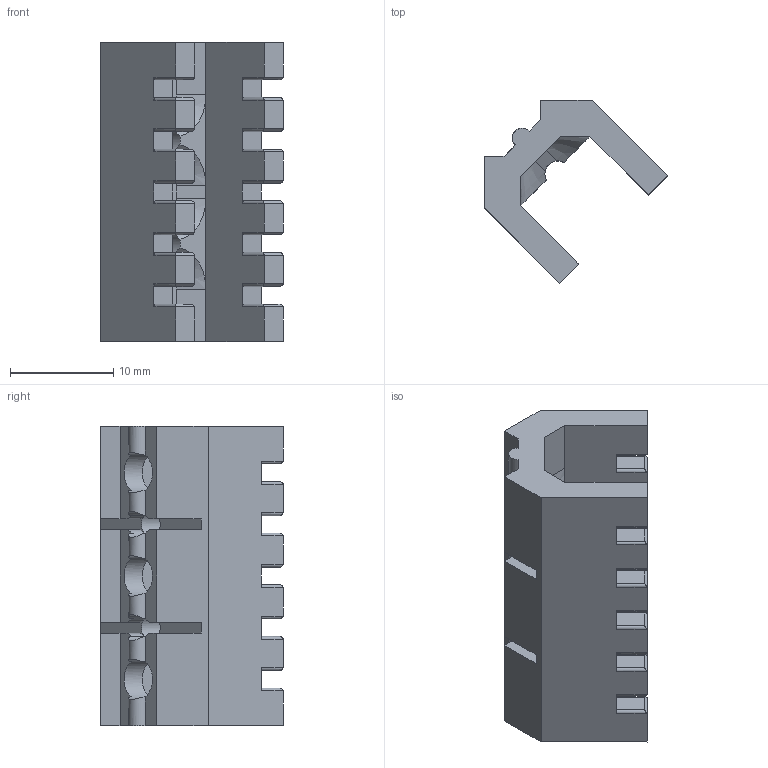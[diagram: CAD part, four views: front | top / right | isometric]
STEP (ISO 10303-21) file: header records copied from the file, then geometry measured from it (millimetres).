
FILE_DESCRIPTION(/* description */ (''),/* implementation_level */ '2;1');
FILE_NAME(/* name */ 'bac_Booard_Clamp_Fixed_Jaw_v1r4.step',/* time_stamp */ '2024-09-25T09:36:30+02:00',/* author */ (''),/* organization */ (''),/* preprocessor_version */ 'ST-DEVELOPER v20',/* originating_system */ 'Autodesk Translation Framework v13.20.0.188',/* authorisation */ '');
FILE_SCHEMA (('AUTOMOTIVE_DESIGN { 1 0 10303 214 3 1 1 }'));
Length unit declared in the file: millimetre
Products named in the file (2): bac Board Clamp; Fixed Jaw
Assembly tree (1 placements, depth 2):
  bac Board Clamp
    Fixed Jaw
Bounding box: 17.68 x 17.68 x 28.95 mm (x, y, z)
Volume: 2470 mm3; surface area: 2460.6 mm2
Topology: 1 solids, 1 shells, 194 faces, 541 edges, 342 vertices
Faces by surface type: plane 119, cylinder 67, cone 8
Full cylindrical faces by diameter (mm): 2.55 x2, 3.9 x3
Entity records: 6458 total; most frequent: CARTESIAN_POINT 1350, ORIENTED_EDGE 1082, DIRECTION 1059, EDGE_CURVE 541, LINE 365, VECTOR 365, AXIS2_PLACEMENT_3D 347, VERTEX_POINT 342
